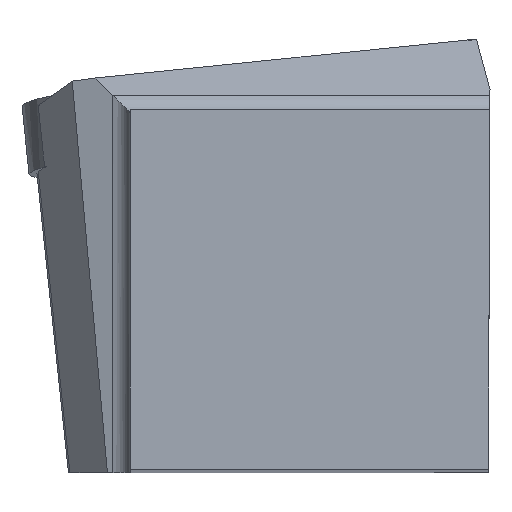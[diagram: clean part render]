
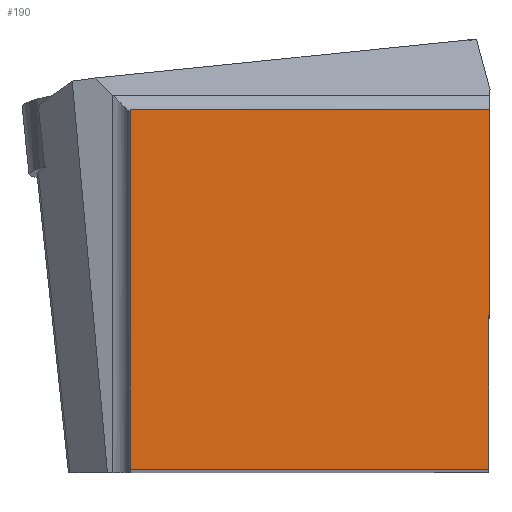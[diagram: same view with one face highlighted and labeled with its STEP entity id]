
A CAD part, top view. The second image highlights one B-rep face of the part: STEP entity #190.
In plain terms, the highlighted planar face has unit normal (0, 0, 1).
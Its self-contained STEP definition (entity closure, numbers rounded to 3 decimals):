
#90=FACE_OUTER_BOUND('',#248,.T.);
#118=LINE('',#812,#148);
#120=LINE('',#816,#150);
#121=LINE('',#819,#151);
#122=LINE('',#820,#152);
#148=VECTOR('',#615,1.);
#150=VECTOR('',#619,1.);
#151=VECTOR('',#620,1.);
#152=VECTOR('',#621,1.);
#190=ADVANCED_FACE('SHANK_FACE_BACK',(#90),#210,.F.);
#210=PLANE('',#527);
#248=EDGE_LOOP('',(#306,#307,#308,#309));
#306=ORIENTED_EDGE('',*,*,#416,.F.);
#307=ORIENTED_EDGE('',*,*,#417,.T.);
#308=ORIENTED_EDGE('',*,*,#414,.T.);
#309=ORIENTED_EDGE('',*,*,#418,.F.);
#376=VERTEX_POINT('',#811);
#377=VERTEX_POINT('',#813);
#378=VERTEX_POINT('',#817);
#379=VERTEX_POINT('',#818);
#414=EDGE_CURVE('',#377,#376,#118,.T.);
#416=EDGE_CURVE('',#378,#379,#120,.T.);
#417=EDGE_CURVE('',#378,#377,#121,.T.);
#418=EDGE_CURVE('',#379,#376,#122,.T.);
#527=AXIS2_PLACEMENT_3D('',#821,#622,#623);
#615=DIRECTION('',(0.004,1.,0.));
#619=DIRECTION('',(0.,1.,0.));
#620=DIRECTION('',(1.,0.,0.));
#621=DIRECTION('',(1.,0.,0.));
#622=DIRECTION('',(0.,0.,-1.));
#623=DIRECTION('',(-0.995,-0.105,0.));
#811=CARTESIAN_POINT('',(0.,24.875,0.));
#812=CARTESIAN_POINT('',(-0.808,-160.194,0.));
#813=CARTESIAN_POINT('',(-0.109,0.,0.));
#816=CARTESIAN_POINT('',(-24.875,-6.744,0.));
#817=CARTESIAN_POINT('',(-24.875,0.,0.));
#818=CARTESIAN_POINT('',(-24.875,24.875,0.));
#819=CARTESIAN_POINT('',(-35.441,0.,0.));
#820=CARTESIAN_POINT('',(-35.441,24.875,0.));
#821=CARTESIAN_POINT('',(0.,0.,0.));
